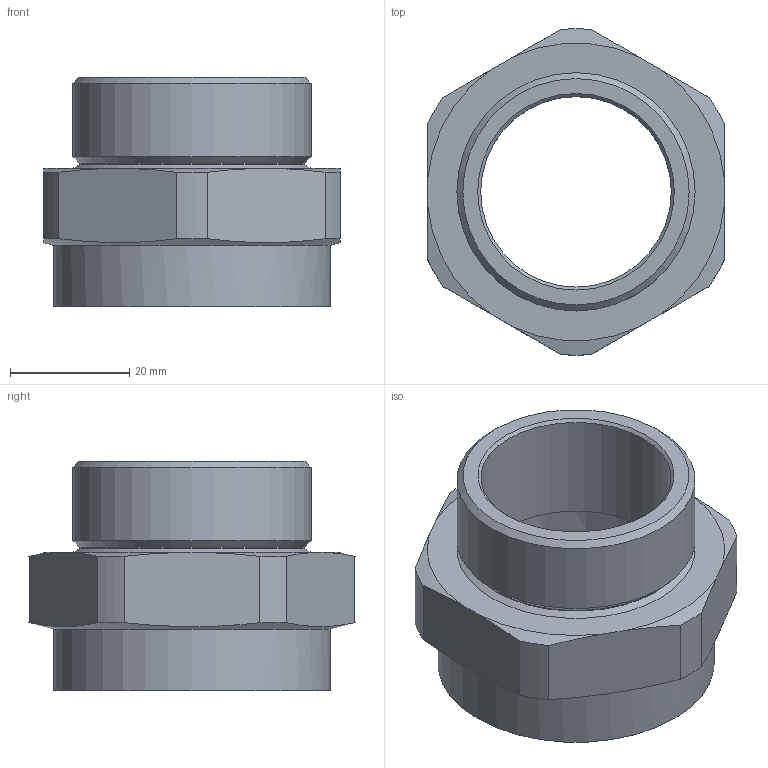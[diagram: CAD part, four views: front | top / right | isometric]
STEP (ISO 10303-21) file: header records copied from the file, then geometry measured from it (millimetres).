
FILE_DESCRIPTION (( 'STEP AP203' ), '1' );
FILE_NAME ('737DM5T4.STEP', '2017-07-11T08:49:31', ( '' ), ( '' ), 'SwSTEP 2.0', 'SolidWorks 2017', '' );
FILE_SCHEMA (( 'CONFIG_CONTROL_DESIGN' ));
Length unit declared in the file: millimetre
Products named in the file (1): 737DM5T4
Bounding box: 49.8 x 54.75 x 38.5 mm (x, y, z)
Volume: 23862.8 mm3; surface area: 12340.6 mm2
Topology: 1 solids, 1 shells, 33 faces, 83 edges, 54 vertices
Faces by surface type: cone 13, cylinder 10, plane 10
Full cylindrical faces by diameter (mm): 32 x1, 37.718 x1, 40 x1, 46.5 x1
Entity records: 1045 total; most frequent: CARTESIAN_POINT 246, DIRECTION 150, ORIENTED_EDGE 136, EDGE_CURVE 68, AXIS2_PLACEMENT_3D 66, VERTEX_POINT 50, EDGE_LOOP 48, FACE_OUTER_BOUND 37
